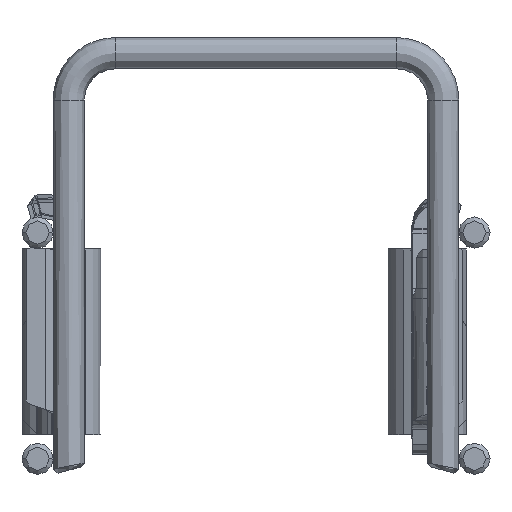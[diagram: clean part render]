
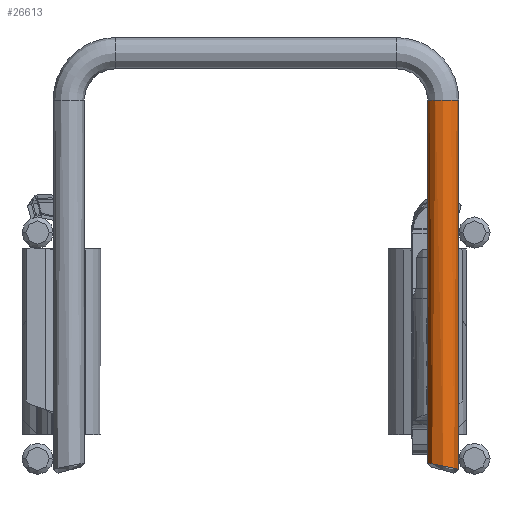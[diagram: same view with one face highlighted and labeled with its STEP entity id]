
A CAD part, front view. The second image highlights one B-rep face of the part: STEP entity #26613.
In plain terms, the highlighted cylindrical face has radius 2 mm (diameter 4 mm), a partial arc.
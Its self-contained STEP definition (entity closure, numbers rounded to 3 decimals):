
#26223=DIRECTION('',(0.,0.,-1.));
#26224=VECTOR('',#26223,46.545);
#26225=CARTESIAN_POINT('',(22.,-3002.,-8.));
#26226=LINE('',#26225,#26224);
#26227=CARTESIAN_POINT('',(22.,-3002.,-54.545));
#26228=CARTESIAN_POINT('',(22.,-3002.122,-54.545));
#26229=CARTESIAN_POINT('',(22.022,-3002.365,
-54.549));
#26230=CARTESIAN_POINT('',(22.122,-3002.719,
-54.569));
#26231=CARTESIAN_POINT('',(22.284,-3003.049,
-54.602));
#26232=CARTESIAN_POINT('',(22.505,-3003.346,
-54.646));
#26233=CARTESIAN_POINT('',(22.778,-3003.598,
-54.701));
#26234=CARTESIAN_POINT('',(23.095,-3003.796,
-54.764));
#26235=CARTESIAN_POINT('',(23.443,-3003.933,
-54.835));
#26236=CARTESIAN_POINT('',(23.812,-3004.003,
-54.909));
#26237=CARTESIAN_POINT('',(24.188,-3004.003,
-54.984));
#26238=CARTESIAN_POINT('',(24.557,-3003.933,
-55.058));
#26239=CARTESIAN_POINT('',(24.906,-3003.796,
-55.128));
#26240=CARTESIAN_POINT('',(25.222,-3003.598,
-55.192));
#26241=CARTESIAN_POINT('',(25.495,-3003.346,
-55.247));
#26242=CARTESIAN_POINT('',(25.716,-3003.049,
-55.291));
#26243=CARTESIAN_POINT('',(25.879,-3002.718,
-55.324));
#26244=CARTESIAN_POINT('',(25.978,-3002.365,
-55.344));
#26245=CARTESIAN_POINT('',(26.,-3002.122,-55.348));
#26246=CARTESIAN_POINT('',(26.,-3002.,-55.348));
#26248=CARTESIAN_POINT('',(24.,-3002.,-8.));
#26249=DIRECTION('',(0.,0.,-1.));
#26250=DIRECTION('',(1.,0.,0.));
#26251=AXIS2_PLACEMENT_3D('',#26248,#26249,#26250);
#26253=DIRECTION('',(0.,0.,-1.));
#26254=VECTOR('',#26253,47.348);
#26255=CARTESIAN_POINT('',(26.,-3002.,-8.));
#26256=LINE('',#26255,#26254);
#26473=CARTESIAN_POINT('',(22.,-3002.,-8.));
#26474=CARTESIAN_POINT('',(26.,-3002.,-8.));
#26475=VERTEX_POINT('',#26473);
#26476=VERTEX_POINT('',#26474);
#26481=VERTEX_POINT('',#26227);
#26482=VERTEX_POINT('',#26246);
#26600=CARTESIAN_POINT('',(24.,-3002.,-8.));
#26601=DIRECTION('',(0.,0.,-1.));
#26602=DIRECTION('',(-1.,0.,0.));
#26603=AXIS2_PLACEMENT_3D('',#26600,#26601,#26602);
#26604=CYLINDRICAL_SURFACE('',#26603,2.);
#26606=ORIENTED_EDGE('',*,*,#26605,.F.);
#26607=ORIENTED_EDGE('',*,*,#26595,.F.);
#26609=ORIENTED_EDGE('',*,*,#26608,.F.);
#26610=ORIENTED_EDGE('',*,*,#26591,.T.);
#26611=EDGE_LOOP('',(#26606,#26607,#26609,#26610));
#26612=FACE_OUTER_BOUND('',#26611,.F.);
#26613=ADVANCED_FACE('',(#26612),#26604,.T.);
#26247=B_SPLINE_CURVE_WITH_KNOTS('',3,(#26227,#26228,#26229,#26230,#26231,
#26232,#26233,#26234,#26235,#26236,#26237,#26238,#26239,#26240,#26241,#26242,
#26243,#26244,#26245,#26246),.UNSPECIFIED.,.F.,.F.,(4,1,1,1,1,1,1,1,1,1,1,1,1,1,
1,1,1,4),(0.,0.059,0.118,0.176,
0.235,0.294,0.353,0.412,
0.471,0.529,0.588,0.647,
0.706,0.765,0.824,0.882,
0.941,1.),.UNSPECIFIED.);
#26252=CIRCLE('',#26251,2.);
#26591=EDGE_CURVE('',#26476,#26482,#26256,.T.);
#26595=EDGE_CURVE('',#26475,#26481,#26226,.T.);
#26605=EDGE_CURVE('',#26481,#26482,#26247,.T.);
#26608=EDGE_CURVE('',#26476,#26475,#26252,.T.);
